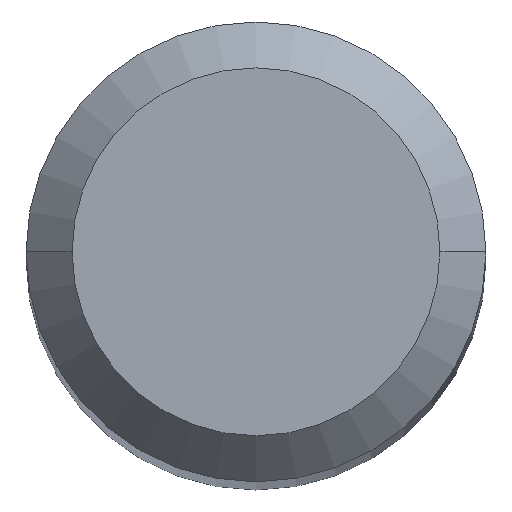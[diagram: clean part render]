
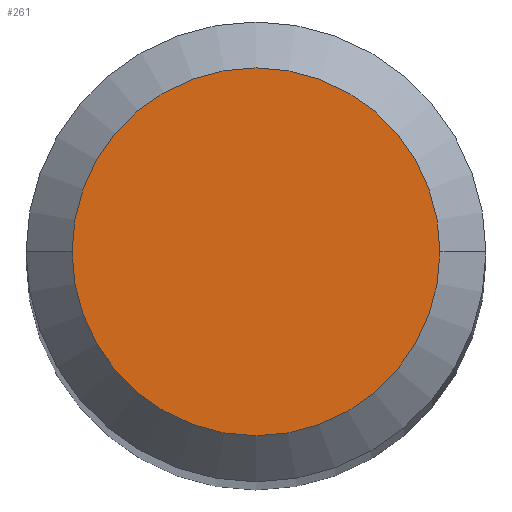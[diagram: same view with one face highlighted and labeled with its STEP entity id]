
A CAD part, top view. The second image highlights one B-rep face of the part: STEP entity #261.
In plain terms, the highlighted planar face has unit normal (0, 0, 1).
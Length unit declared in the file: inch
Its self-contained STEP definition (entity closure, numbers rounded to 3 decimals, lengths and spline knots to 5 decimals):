
#3 = ORIENTED_EDGE ( 'NONE', *, *, #354, .T. ) ;
#5 = CIRCLE ( 'NONE', #279, 0.04724 ) ;
#76 = DIRECTION ( 'NONE',  ( 0., 0., 1. ) ) ;
#87 = PLANE ( 'NONE',  #113 ) ;
#113 = AXIS2_PLACEMENT_3D ( 'NONE', #304, #462, #179 ) ;
#156 = ORIENTED_EDGE ( 'NONE', *, *, #490, .T. ) ;
#159 = VERTEX_POINT ( 'NONE', #267 ) ;
#179 = DIRECTION ( 'NONE',  ( -1., 0., 0. ) ) ;
#209 = AXIS2_PLACEMENT_3D ( 'NONE', #480, #351, #226 ) ;
#219 = EDGE_LOOP ( 'NONE', ( #3, #156 ) ) ;
#225 = DIRECTION ( 'NONE',  ( 1., 0., 0. ) ) ;
#226 = DIRECTION ( 'NONE',  ( 1., 0., 0. ) ) ;
#246 = CIRCLE ( 'NONE', #209, 0.04724 ) ;
#261 = ADVANCED_FACE ( 'NONE', ( #425 ), #87, .F. ) ;
#267 = CARTESIAN_POINT ( 'NONE',  ( -0.04724, 0., 0. ) ) ;
#279 = AXIS2_PLACEMENT_3D ( 'NONE', #489, #76, #225 ) ;
#304 = CARTESIAN_POINT ( 'NONE',  ( 0., 0., 0. ) ) ;
#305 = VERTEX_POINT ( 'NONE', #312 ) ;
#312 = CARTESIAN_POINT ( 'NONE',  ( 0.04724, 0., 0. ) ) ;
#351 = DIRECTION ( 'NONE',  ( 0., 0., 1. ) ) ;
#354 = EDGE_CURVE ( 'NONE', #159, #305, #246, .T. ) ;
#425 = FACE_OUTER_BOUND ( 'NONE', #219, .T. ) ;
#462 = DIRECTION ( 'NONE',  ( 0., 0., -1. ) ) ;
#480 = CARTESIAN_POINT ( 'NONE',  ( 0., 0., 0. ) ) ;
#489 = CARTESIAN_POINT ( 'NONE',  ( 0., 0., 0. ) ) ;
#490 = EDGE_CURVE ( 'NONE', #305, #159, #5, .T. ) ;
